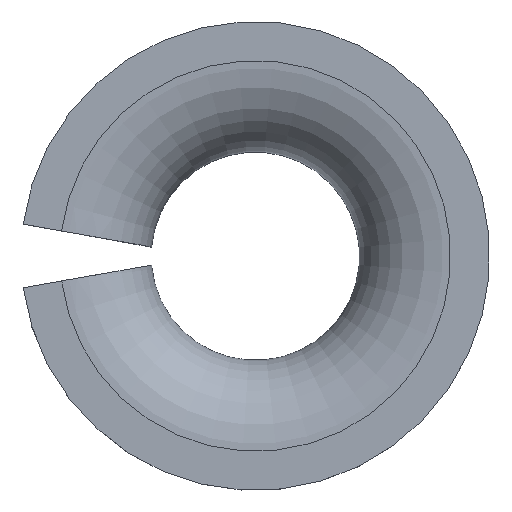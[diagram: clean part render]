
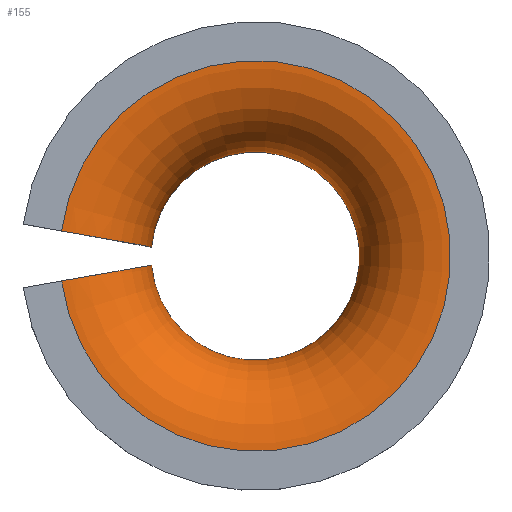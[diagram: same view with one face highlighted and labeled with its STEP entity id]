
A CAD part, top view. The second image highlights one B-rep face of the part: STEP entity #155.
In plain terms, the highlighted toroidal (fillet/blend) face has major radius 3.75 mm and minor radius 1.75 mm.
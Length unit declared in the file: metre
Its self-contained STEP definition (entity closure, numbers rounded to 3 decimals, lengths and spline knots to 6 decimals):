
#155=ADVANCED_FACE('',(#171),#172,.T.);
#171=FACE_OUTER_BOUND('',#196,.T.);
#172=TOROIDAL_SURFACE('',#197,0.00375,0.00175);
#196=EDGE_LOOP('',(#236,#237,#238,#239));
#197=AXIS2_PLACEMENT_3D('',#240,#241,#242);
#236=ORIENTED_EDGE('',*,*,#325,.T.);
#237=ORIENTED_EDGE('',*,*,#326,.T.);
#238=ORIENTED_EDGE('',*,*,#327,.F.);
#239=ORIENTED_EDGE('',*,*,#312,.F.);
#240=CARTESIAN_POINT('',(0.0,0.0,0.00225));
#241=DIRECTION('',(0.0,0.,-1.0));
#242=DIRECTION('',(0.0,1.0,0.));
#312=EDGE_CURVE('',#342,#343,#344,.T.);
#325=EDGE_CURVE('',#342,#367,#368,.T.);
#326=EDGE_CURVE('',#367,#369,#370,.T.);
#327=EDGE_CURVE('',#343,#369,#371,.T.);
#342=VERTEX_POINT('',#392);
#343=VERTEX_POINT('',#393);
#344=B_SPLINE_CURVE_WITH_KNOTS('',3,(#394,#395,#396,#397,#398,#399,#400,#401,#402,#403,#404,#405,#406,#407),.UNSPECIFIED.,.F.,.F.,(4,2,2,2,2,2,4),(0.,0.000342,0.000684,0.001026,0.001369,0.002053,0.002737),.UNSPECIFIED.);
#367=VERTEX_POINT('',#454);
#368=CIRCLE('',#455,0.002);
#369=VERTEX_POINT('',#456);
#370=B_SPLINE_CURVE_WITH_KNOTS('',3,(#457,#458,#459,#460,#461,#462,#463,#464,#465,#466,#467,#468,#469,#470),.UNSPECIFIED.,.F.,.F.,(4,2,2,2,2,2,4),(0.,0.000342,0.000684,0.001026,0.001369,0.002053,0.002737),.UNSPECIFIED.);
#371=CIRCLE('',#471,0.00375);
#392=CARTESIAN_POINT('',(0.001992,-0.000175,0.00225));
#393=CARTESIAN_POINT('',(0.003719,-0.000479,0.004));
#394=CARTESIAN_POINT('',(0.001992,-0.000175,0.00225));
#395=CARTESIAN_POINT('',(0.001992,-0.000175,0.002366));
#396=CARTESIAN_POINT('',(0.002004,-0.000177,0.002479));
#397=CARTESIAN_POINT('',(0.002048,-0.000185,0.002703));
#398=CARTESIAN_POINT('',(0.002081,-0.000191,0.002814));
#399=CARTESIAN_POINT('',(0.002168,-0.000206,0.003026));
#400=CARTESIAN_POINT('',(0.002221,-0.000215,0.003127));
#401=CARTESIAN_POINT('',(0.002346,-0.000237,0.003317));
#402=CARTESIAN_POINT('',(0.002419,-0.00025,0.003407));
#403=CARTESIAN_POINT('',(0.002658,-0.000292,0.003649));
#404=CARTESIAN_POINT('',(0.00285,-0.000326,0.003779));
#405=CARTESIAN_POINT('',(0.003265,-0.000399,0.003954));
#406=CARTESIAN_POINT('',(0.003492,-0.000439,0.004));
#407=CARTESIAN_POINT('',(0.003719,-0.000479,0.004));
#454=CARTESIAN_POINT('',(0.001992,0.000175,0.00225));
#455=AXIS2_PLACEMENT_3D('',#522,#523,#524);
#456=CARTESIAN_POINT('',(0.003719,0.000479,0.004));
#457=CARTESIAN_POINT('',(0.001992,0.000175,0.00225));
#458=CARTESIAN_POINT('',(0.001992,0.000175,0.002366));
#459=CARTESIAN_POINT('',(0.002004,0.000177,0.002479));
#460=CARTESIAN_POINT('',(0.002048,0.000185,0.002703));
#461=CARTESIAN_POINT('',(0.002081,0.000191,0.002814));
#462=CARTESIAN_POINT('',(0.002168,0.000206,0.003026));
#463=CARTESIAN_POINT('',(0.002221,0.000215,0.003127));
#464=CARTESIAN_POINT('',(0.002346,0.000237,0.003317));
#465=CARTESIAN_POINT('',(0.002419,0.00025,0.003407));
#466=CARTESIAN_POINT('',(0.002658,0.000292,0.003649));
#467=CARTESIAN_POINT('',(0.00285,0.000326,0.003779));
#468=CARTESIAN_POINT('',(0.003265,0.000399,0.003954));
#469=CARTESIAN_POINT('',(0.003492,0.000439,0.004));
#470=CARTESIAN_POINT('',(0.003719,0.000479,0.004));
#471=AXIS2_PLACEMENT_3D('',#525,#526,#527);
#522=CARTESIAN_POINT('',(0.0,0.0,0.00225));
#523=DIRECTION('',(0.0,0.,-1.0));
#524=DIRECTION('',(0.0,1.0,0.));
#525=CARTESIAN_POINT('',(0.0,0.0,0.004));
#526=DIRECTION('',(0.0,0.,-1.0));
#527=DIRECTION('',(0.0,1.0,0.));
